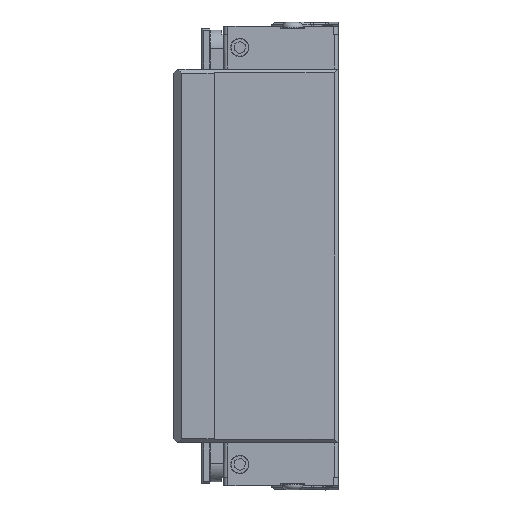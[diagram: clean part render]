
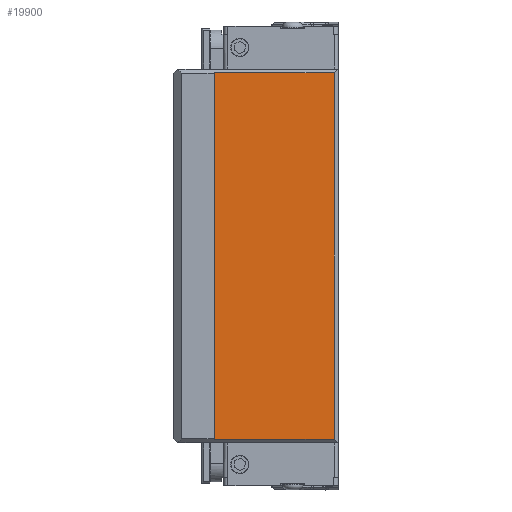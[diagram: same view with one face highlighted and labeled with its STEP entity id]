
A CAD part, left-side view. The second image highlights one B-rep face of the part: STEP entity #19900.
In plain terms, the highlighted planar face has unit normal (-1, 0, 0).
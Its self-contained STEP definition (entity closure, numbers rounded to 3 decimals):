
#622=LINE('',#29182,#2838);
#640=LINE('',#29218,#2856);
#646=LINE('',#29239,#2862);
#651=LINE('',#29247,#2867);
#2838=VECTOR('',#23731,44.45);
#2856=VECTOR('',#23759,44.45);
#2862=VECTOR('',#23795,136.3);
#2867=VECTOR('',#23806,136.3);
#5209=FACE_OUTER_BOUND('',#6375,.T.);
#6375=EDGE_LOOP('',(#13467,#13468,#13469,#13470));
#8230=VERTEX_POINT('',#29179);
#8231=VERTEX_POINT('',#29181);
#8243=VERTEX_POINT('',#29215);
#8244=VERTEX_POINT('',#29217);
#10197=EDGE_CURVE('',#8230,#8231,#622,.T.);
#10215=EDGE_CURVE('',#8243,#8244,#640,.T.);
#10221=EDGE_CURVE('',#8244,#8230,#646,.T.);
#10226=EDGE_CURVE('',#8231,#8243,#651,.T.);
#13467=ORIENTED_EDGE('',*,*,#10226,.F.);
#13468=ORIENTED_EDGE('',*,*,#10197,.F.);
#13469=ORIENTED_EDGE('',*,*,#10221,.F.);
#13470=ORIENTED_EDGE('',*,*,#10215,.F.);
#17891=PLANE('',#21229);
#19900=ADVANCED_FACE('',(#5209),#17891,.F.);
#21229=AXIS2_PLACEMENT_3D('',#29246,#23804,#23805);
#23731=DIRECTION('',(0.,1.,0.));
#23759=DIRECTION('',(0.,-1.,0.));
#23795=DIRECTION('',(0.,0.,-1.));
#23804=DIRECTION('center_axis',(1.,0.,0.));
#23805=DIRECTION('ref_axis',(0.,0.,-1.));
#23806=DIRECTION('',(0.,0.,1.));
#29179=CARTESIAN_POINT('',(-42.85,-15.4,-68.15));
#29181=CARTESIAN_POINT('',(-42.85,29.05,-68.15));
#29182=CARTESIAN_POINT('',(-42.85,13.65,-68.15));
#29215=CARTESIAN_POINT('',(-42.85,29.05,68.15));
#29217=CARTESIAN_POINT('',(-42.85,-15.4,68.15));
#29218=CARTESIAN_POINT('',(-42.85,13.65,68.15));
#29239=CARTESIAN_POINT('',(-42.85,-15.4,0.));
#29246=CARTESIAN_POINT('Origin',(-42.85,-16.9,69.5));
#29247=CARTESIAN_POINT('',(-42.85,29.05,69.5));
